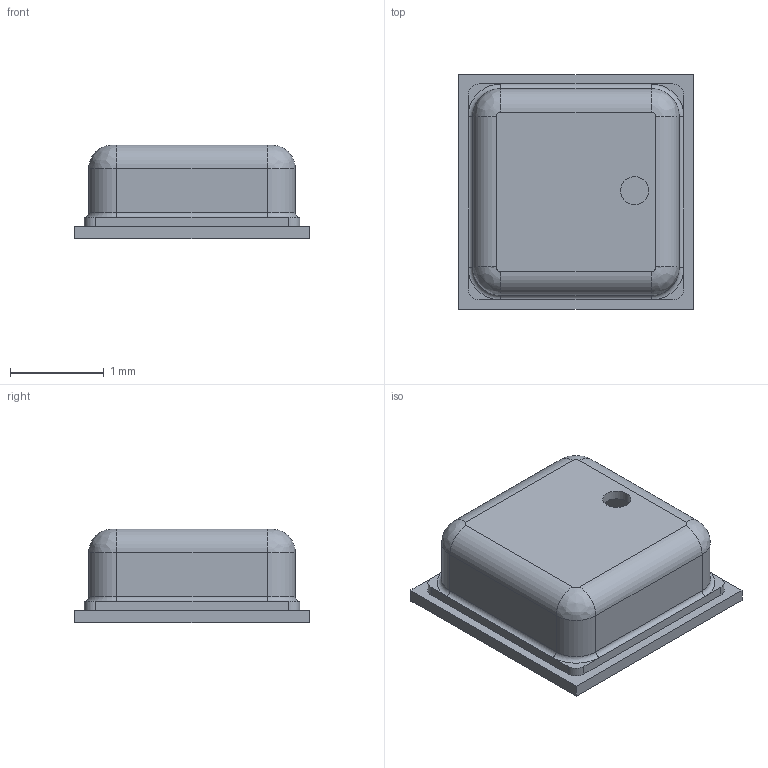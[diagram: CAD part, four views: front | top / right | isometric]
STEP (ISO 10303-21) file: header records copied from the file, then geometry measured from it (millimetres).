
FILE_DESCRIPTION(/* description */ (''),/* implementation_level */ '2;1');
FILE_NAME(/* name */ 'BME280--3DModel-STEP-56544.step',/* time_stamp */ '2021-11-24T16:13:00+02:00',/* author */ (''),/* organization */ (''),/* preprocessor_version */ 'ST-DEVELOPER v18.1',/* originating_system */ 'Autodesk Translation Framework v10.10.0.1391',/* authorisation */ '');
FILE_SCHEMA (('AUTOMOTIVE_DESIGN { 1 0 10303 214 3 1 1 }'));
Length unit declared in the file: millimetre
Products named in the file (1): (Unsaved)
Bounding box: 2.5 x 2.5 x 1 mm (x, y, z)
Volume: 1.9 mm3; surface area: 40 mm2
Topology: 11 solids, 11 shells, 167 faces, 365 edges, 230 vertices
Faces by surface type: plane 120, cylinder 31, bspline 8, torus 8
Full cylindrical faces by diameter (mm): 0.2 x2, 0.3 x1
Entity records: 4601 total; most frequent: CARTESIAN_POINT 867, DIRECTION 755, ORIENTED_EDGE 730, EDGE_CURVE 365, LINE 279, VECTOR 279, AXIS2_PLACEMENT_3D 238, VERTEX_POINT 230
